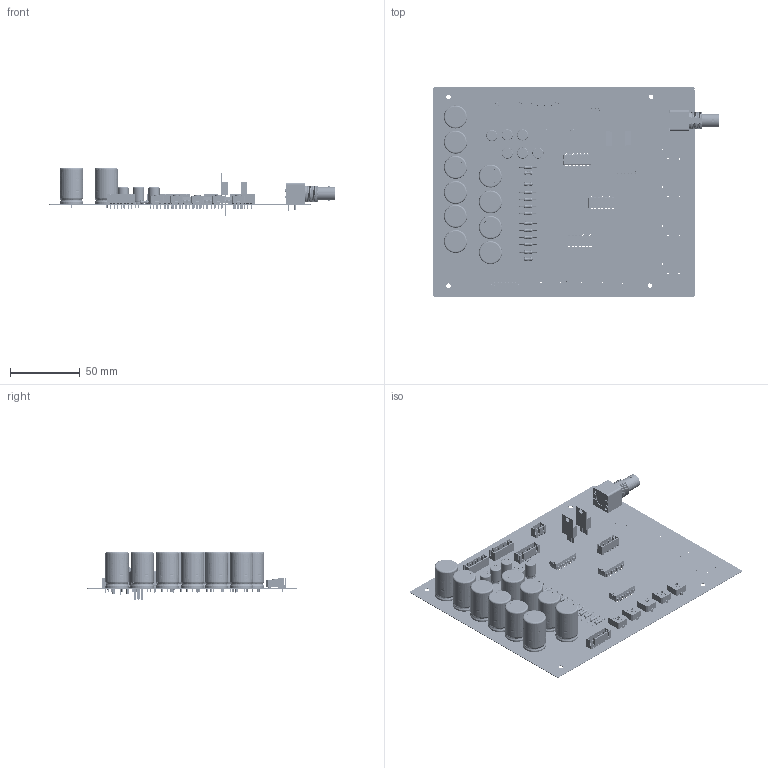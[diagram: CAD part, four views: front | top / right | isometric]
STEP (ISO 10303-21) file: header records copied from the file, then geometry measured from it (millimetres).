
FILE_DESCRIPTION(('Open CASCADE Model'),'2;1');
FILE_NAME('Open CASCADE Shape Model','2020-07-29T01:24:57',('Author'),( 'Open CASCADE'),'Open CASCADE STEP processor 6.8','Open CASCADE 6.8' ,'Unknown');
FILE_SCHEMA(('AUTOMOTIVE_DESIGN { 1 0 10303 214 1 1 1 1 }'));
Length unit declared in the file: millimetre
Products named in the file (58): PCB; Board; J14; User_Library-jst-b3b-xh-a; VR5; User_Library-PNZ10ZA; R13; Resistor_0_25w; R12; R11; R10; C11; CAPACITOR_pol; C12; C13; C14; C15; C16; U5; DIP_14_IC; C2; CAPACITOR_RADIAL_8X12; C1; C7; C8; C9; C10; R3; R4; R5; R6; R7; R8; R9; U4; VR3; VR7; VR9; J6; User_Library-B7B-XH-A ...
Assembly tree (93 placements, depth 3):
  PCB
    Board
    J14
      User_Library-jst-b3b-xh-a
    VR5
      User_Library-PNZ10ZA
    R13
      Resistor_0_25w
    R12
      Resistor_0_25w
    R11
      Resistor_0_25w
    R10
      Resistor_0_25w
    C11
      CAPACITOR_pol
    C12
      CAPACITOR_pol
    C13
      CAPACITOR_pol
    C14
      CAPACITOR_pol
    C15
      CAPACITOR_pol
    C16
      CAPACITOR_pol
    U5
      DIP_14_IC
    C2
      CAPACITOR_RADIAL_8X12
    C1
      CAPACITOR_RADIAL_8X12
    C7
      CAPACITOR_pol
    C8
      CAPACITOR_pol
    C9
      CAPACITOR_pol
    C10
      CAPACITOR_pol
    R3
      Resistor_0_25w
    R4
      Resistor_0_25w
    R5
      Resistor_0_25w
    R6
      Resistor_0_25w
    R7
      Resistor_0_25w
    R8
      Resistor_0_25w
    R9
      Resistor_0_25w
    U4
      DIP_14_IC
    VR3
      User_Library-PNZ10ZA
    VR7
      User_Library-PNZ10ZA
Bounding box: 204.4 x 150 x 34.12 mm (x, y, z)
Volume: 79861.3 mm3; surface area: 91330.1 mm2
Topology: 43 solids, 75 shells, 4540 faces, 17902 edges, 14342 vertices
Faces by surface type: plane 2336, cylinder 1596, torus 428, revolution 104, bspline 66, cone 10
Full cylindrical faces by diameter (mm): 0.6 x26, 0.7 x12, 0.762 x2, 0.8 x6, 0.9 x6, 1 x15, 1.2 x63, 1.6 x42, 2 x2, 3.2 x4
Entity records: 66633 total; most frequent: CARTESIAN_POINT 22306, ORIENTED_EDGE 8468, DIRECTION 7390, EDGE_CURVE 4269, VERTEX_POINT 3054, LINE 2680, VECTOR 2680, AXIS2_PLACEMENT_3D 2351
